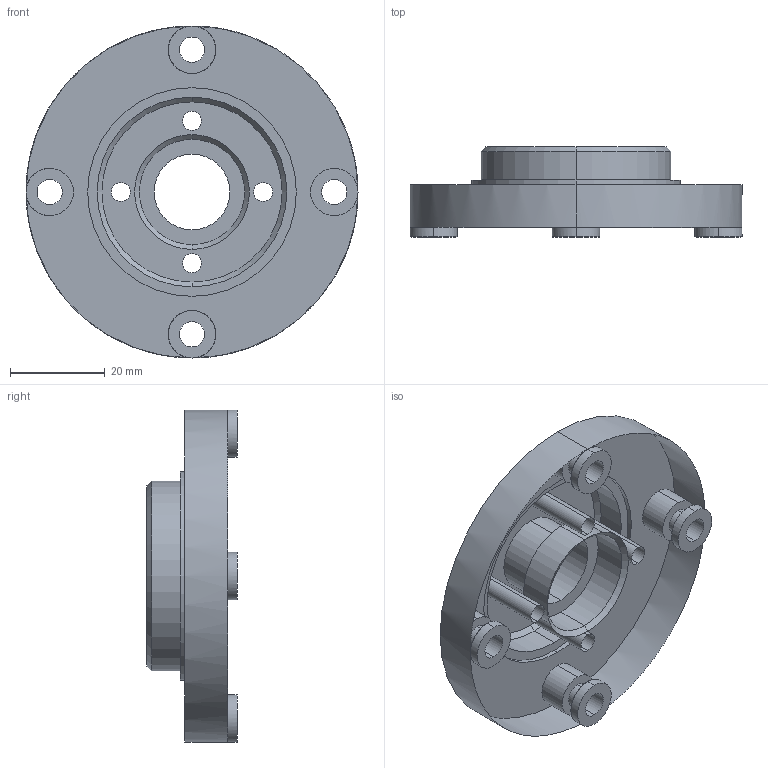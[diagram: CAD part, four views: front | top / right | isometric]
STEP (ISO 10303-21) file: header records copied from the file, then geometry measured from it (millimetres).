
FILE_DESCRIPTION (( 'STEP AP214' ), '1' );
FILE_NAME ('top carrier.STEP', '2025-02-12T19:36:26', ( '' ), ( '' ), 'SwSTEP 2.0', 'SolidWorks 2023', '' );
FILE_SCHEMA (( 'AUTOMOTIVE_DESIGN' ));
Length unit declared in the file: millimetre
Products named in the file (1): top carrier
Bounding box: 70 x 19 x 70 mm (x, y, z)
Volume: 37651.5 mm3; surface area: 13050.8 mm2
Topology: 1 solids, 1 shells, 59 faces, 138 edges, 88 vertices
Faces by surface type: cylinder 42, plane 13, cone 4
Entity records: 1787 total; most frequent: DIRECTION 350, CARTESIAN_POINT 286, ORIENTED_EDGE 276, AXIS2_PLACEMENT_3D 152, EDGE_CURVE 138, CIRCLE 92, VERTEX_POINT 88, EDGE_LOOP 84
